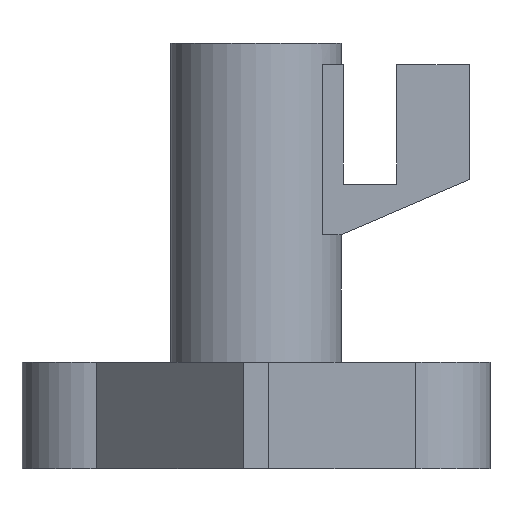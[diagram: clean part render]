
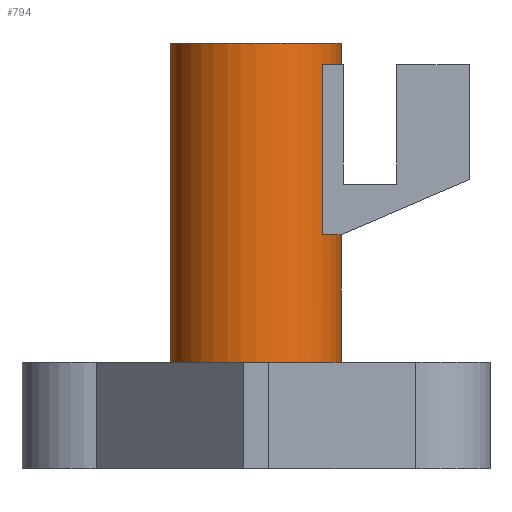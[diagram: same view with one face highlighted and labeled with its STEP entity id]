
A CAD part, left-side view. The second image highlights one B-rep face of the part: STEP entity #794.
In plain terms, the highlighted cylindrical face has radius 4 mm (diameter 8 mm), a full revolution.
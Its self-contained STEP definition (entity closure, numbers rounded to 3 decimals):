
#391 = EDGE_CURVE('',#392,#392,#394,.T.);
#392 = VERTEX_POINT('',#393);
#393 = CARTESIAN_POINT('',(5.25,-1.22,5.));
#394 = CIRCLE('',#395,4.);
#395 = AXIS2_PLACEMENT_3D('',#396,#397,#398);
#396 = CARTESIAN_POINT('',(1.25,-1.22,5.));
#397 = DIRECTION('',(0.,0.,1.));
#398 = DIRECTION('',(1.,0.,0.));
#794 = ADVANCED_FACE('',(#795,#814),#859,.T.);
#795 = FACE_BOUND('',#796,.F.);
#796 = EDGE_LOOP('',(#797,#805,#806,#807));
#797 = ORIENTED_EDGE('',*,*,#798,.F.);
#798 = EDGE_CURVE('',#392,#799,#801,.T.);
#799 = VERTEX_POINT('',#800);
#800 = CARTESIAN_POINT('',(5.25,-1.22,20.));
#801 = LINE('',#802,#803);
#802 = CARTESIAN_POINT('',(5.25,-1.22,5.));
#803 = VECTOR('',#804,1.);
#804 = DIRECTION('',(0.,0.,1.));
#805 = ORIENTED_EDGE('',*,*,#391,.F.);
#806 = ORIENTED_EDGE('',*,*,#798,.T.);
#807 = ORIENTED_EDGE('',*,*,#808,.T.);
#808 = EDGE_CURVE('',#799,#799,#809,.T.);
#809 = CIRCLE('',#810,4.);
#810 = AXIS2_PLACEMENT_3D('',#811,#812,#813);
#811 = CARTESIAN_POINT('',(1.25,-1.22,20.));
#812 = DIRECTION('',(0.,0.,1.));
#813 = DIRECTION('',(1.,0.,0.));
#814 = FACE_BOUND('',#815,.F.);
#815 = EDGE_LOOP('',(#816,#826,#835,#843,#852));
#816 = ORIENTED_EDGE('',*,*,#817,.F.);
#817 = EDGE_CURVE('',#818,#820,#822,.T.);
#818 = VERTEX_POINT('',#819);
#819 = CARTESIAN_POINT('',(3.75,-4.342,19.));
#820 = VERTEX_POINT('',#821);
#821 = CARTESIAN_POINT('',(3.75,-4.342,11.));
#822 = LINE('',#823,#824);
#823 = CARTESIAN_POINT('',(3.75,-4.342,5.));
#824 = VECTOR('',#825,1.);
#825 = DIRECTION('',(-0.,-0.,-1.));
#826 = ORIENTED_EDGE('',*,*,#827,.T.);
#827 = EDGE_CURVE('',#818,#828,#830,.T.);
#828 = VERTEX_POINT('',#829);
#829 = CARTESIAN_POINT('',(-1.25,-4.342,19.));
#830 = CIRCLE('',#831,4.);
#831 = AXIS2_PLACEMENT_3D('',#832,#833,#834);
#832 = CARTESIAN_POINT('',(1.25,-1.22,19.));
#833 = DIRECTION('',(0.,0.,-1.));
#834 = DIRECTION('',(1.,0.,0.));
#835 = ORIENTED_EDGE('',*,*,#836,.T.);
#836 = EDGE_CURVE('',#828,#837,#839,.T.);
#837 = VERTEX_POINT('',#838);
#838 = CARTESIAN_POINT('',(-1.25,-4.342,11.));
#839 = LINE('',#840,#841);
#840 = CARTESIAN_POINT('',(-1.25,-4.342,5.));
#841 = VECTOR('',#842,1.);
#842 = DIRECTION('',(-0.,-0.,-1.));
#843 = ORIENTED_EDGE('',*,*,#844,.F.);
#844 = EDGE_CURVE('',#845,#837,#847,.T.);
#845 = VERTEX_POINT('',#846);
#846 = CARTESIAN_POINT('',(1.25,-5.22,11.));
#847 = CIRCLE('',#848,4.);
#848 = AXIS2_PLACEMENT_3D('',#849,#850,#851);
#849 = CARTESIAN_POINT('',(1.25,-1.22,11.));
#850 = DIRECTION('',(0.,0.,-1.));
#851 = DIRECTION('',(1.,0.,0.));
#852 = ORIENTED_EDGE('',*,*,#853,.F.);
#853 = EDGE_CURVE('',#820,#845,#854,.T.);
#854 = CIRCLE('',#855,4.);
#855 = AXIS2_PLACEMENT_3D('',#856,#857,#858);
#856 = CARTESIAN_POINT('',(1.25,-1.22,11.));
#857 = DIRECTION('',(0.,0.,-1.));
#858 = DIRECTION('',(1.,0.,0.));
#859 = CYLINDRICAL_SURFACE('',#860,4.);
#860 = AXIS2_PLACEMENT_3D('',#861,#862,#863);
#861 = CARTESIAN_POINT('',(1.25,-1.22,5.));
#862 = DIRECTION('',(-0.,-0.,-1.));
#863 = DIRECTION('',(1.,0.,0.));
